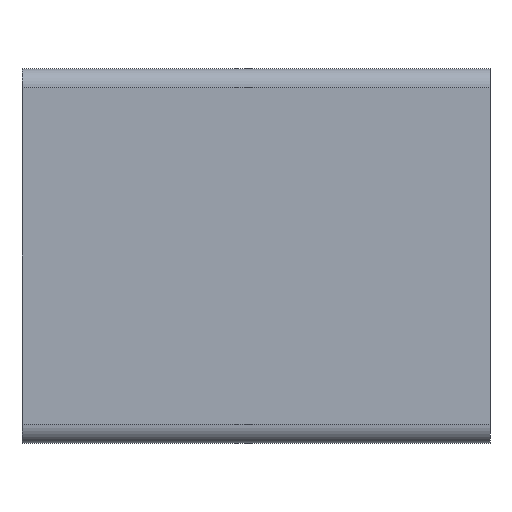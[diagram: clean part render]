
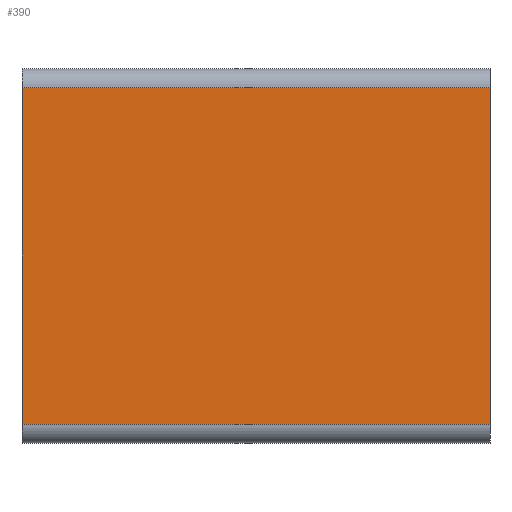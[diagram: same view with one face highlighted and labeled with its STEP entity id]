
A CAD part, left-side view. The second image highlights one B-rep face of the part: STEP entity #390.
In plain terms, the highlighted planar face has unit normal (-1, 0, 0).
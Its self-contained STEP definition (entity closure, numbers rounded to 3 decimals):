
#390 = ADVANCED_FACE( '', ( #929 ), #930, .T. );
#929 = FACE_OUTER_BOUND( '', #1596, .T. );
#930 = PLANE( '', #1597 );
#1596 = EDGE_LOOP( '', ( #3031, #3032, #3033, #3034 ) );
#1597 = AXIS2_PLACEMENT_3D( '', #3035, #3036, #3037 );
#3031 = ORIENTED_EDGE( '', *, *, #4518, .F. );
#3032 = ORIENTED_EDGE( '', *, *, #4691, .F. );
#3033 = ORIENTED_EDGE( '', *, *, #4406, .T. );
#3034 = ORIENTED_EDGE( '', *, *, #4751, .T. );
#3035 = CARTESIAN_POINT( '', ( -20., 100., 36. ) );
#3036 = DIRECTION( '', ( -1., 0., 0. ) );
#3037 = DIRECTION( '', ( 0., 0., 1. ) );
#4406 = EDGE_CURVE( '', #5466, #5464, #5467, .T. );
#4518 = EDGE_CURVE( '', #5665, #5667, #5668, .T. );
#4691 = EDGE_CURVE( '', #5466, #5665, #5963, .T. );
#4751 = EDGE_CURVE( '', #5464, #5667, #6023, .T. );
#5464 = VERTEX_POINT( '', #6876 );
#5466 = VERTEX_POINT( '', #6878 );
#5467 = LINE( '', #6879, #6880 );
#5665 = VERTEX_POINT( '', #7115 );
#5667 = VERTEX_POINT( '', #7117 );
#5668 = LINE( '', #7118, #7119 );
#5963 = LINE( '', #7484, #7485 );
#6023 = LINE( '', #7577, #7578 );
#6876 = CARTESIAN_POINT( '', ( -20., 100., -36. ) );
#6878 = CARTESIAN_POINT( '', ( -20., 100., 36. ) );
#6879 = CARTESIAN_POINT( '', ( -20., 100., 36. ) );
#6880 = VECTOR( '', #8327, 1000. );
#7115 = CARTESIAN_POINT( '', ( -20., 0., 36. ) );
#7117 = CARTESIAN_POINT( '', ( -20., 0., -36. ) );
#7118 = CARTESIAN_POINT( '', ( -20., 0., 36. ) );
#7119 = VECTOR( '', #8578, 1000. );
#7484 = CARTESIAN_POINT( '', ( -20., 100., 36. ) );
#7485 = VECTOR( '', #8925, 1000. );
#7577 = CARTESIAN_POINT( '', ( -20., 100., -36. ) );
#7578 = VECTOR( '', #8958, 1000. );
#8327 = DIRECTION( '', ( 0., 0., -1. ) );
#8578 = DIRECTION( '', ( 0., 0., -1. ) );
#8925 = DIRECTION( '', ( 0., -1., 0. ) );
#8958 = DIRECTION( '', ( 0., -1., 0. ) );
